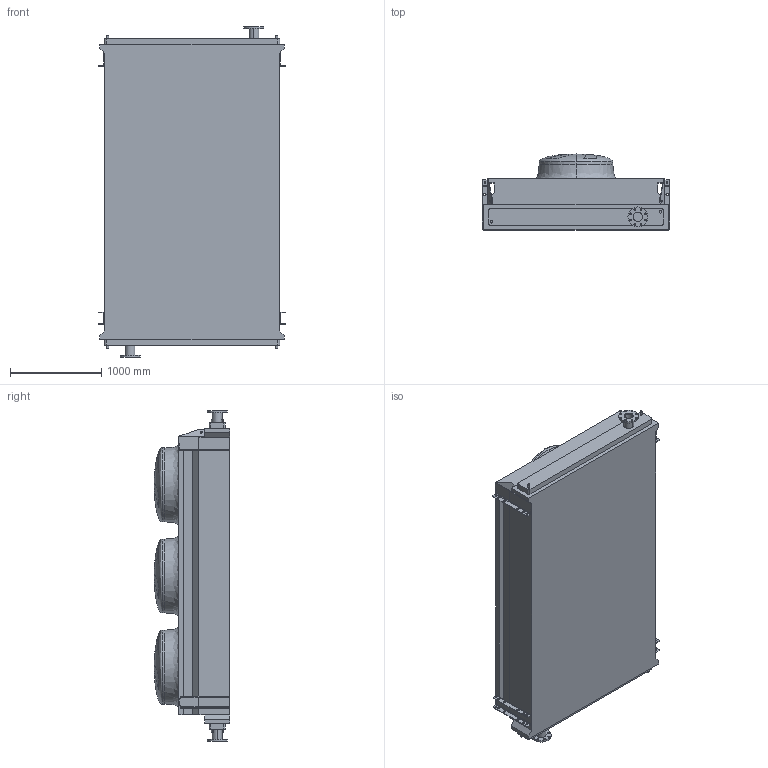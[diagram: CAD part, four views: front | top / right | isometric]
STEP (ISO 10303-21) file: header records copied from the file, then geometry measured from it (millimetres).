
FILE_DESCRIPTION (( 'STEP AP203' ), '1' );
FILE_NAME ('BOAL_03C-I.step', '2022-05-06T13:03:05', ( '' ), ( '' ), 'SwSTEP 2.0', 'SolidWorks 2019', '' );
FILE_SCHEMA (( 'CONFIG_CONTROL_DESIGN' ));
Length unit declared in the file: millimetre
Products named in the file (1): BOAL_03C-I
Bounding box: 2060 x 830 x 3630 mm (x, y, z)
Volume: 3782825131.4 mm3; surface area: 22018291.6 mm2
Topology: 5 solids, 5 shells, 397 faces, 1127 edges, 761 vertices
Faces by surface type: cylinder 202, plane 156, bspline 39
Entity records: 17300 total; most frequent: CARTESIAN_POINT 6597, ORIENTED_EDGE 2242, DIRECTION 2180, EDGE_CURVE 1121, AXIS2_PLACEMENT_3D 795, VERTEX_POINT 761, LINE 590, VECTOR 590
